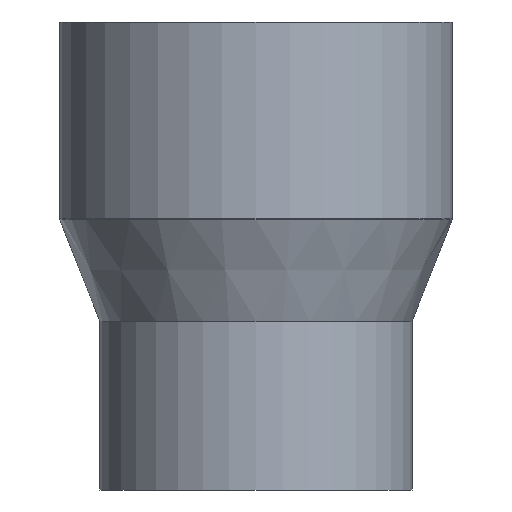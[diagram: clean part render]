
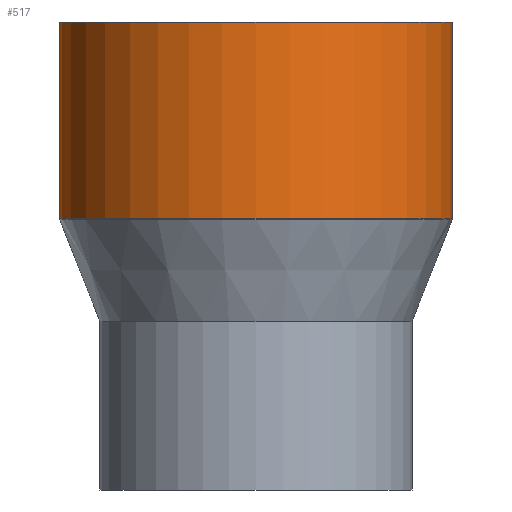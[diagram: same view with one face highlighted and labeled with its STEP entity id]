
A CAD part, front view. The second image highlights one B-rep face of the part: STEP entity #517.
In plain terms, the highlighted cylindrical face has radius 157.5 mm (diameter 315 mm), a partial arc.
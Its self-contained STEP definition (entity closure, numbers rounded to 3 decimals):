
#5 = FACE_OUTER_BOUND ( 'NONE', #51, .T. ) ;
#17 = CARTESIAN_POINT ( 'NONE',  ( 0., 0., 191.557 ) ) ;
#51 = EDGE_LOOP ( 'NONE', ( #610, #95, #73, #420 ) ) ;
#73 = ORIENTED_EDGE ( 'NONE', *, *, #96, .T. ) ;
#80 = AXIS2_PLACEMENT_3D ( 'NONE', #617, #568, #316 ) ;
#95 = ORIENTED_EDGE ( 'NONE', *, *, #172, .T. ) ;
#96 = EDGE_CURVE ( 'NONE', #337, #248, #176, .T. ) ;
#127 = AXIS2_PLACEMENT_3D ( 'NONE', #580, #269, #571 ) ;
#143 = VERTEX_POINT ( 'NONE', #182 ) ;
#144 = EDGE_CURVE ( 'NONE', #143, #248, #245, .T. ) ;
#152 = EDGE_CURVE ( 'NONE', #264, #143, #624, .T. ) ;
#172 = EDGE_CURVE ( 'NONE', #264, #337, #502, .T. ) ;
#176 = LINE ( 'NONE', #222, #542 ) ;
#182 = CARTESIAN_POINT ( 'NONE',  ( 157.5, 0., 33.939 ) ) ;
#222 = CARTESIAN_POINT ( 'NONE',  ( -157.5, 0., -16.533 ) ) ;
#245 = CIRCLE ( 'NONE', #127, 157.5 ) ;
#248 = VERTEX_POINT ( 'NONE', #286 ) ;
#264 = VERTEX_POINT ( 'NONE', #298 ) ;
#269 = DIRECTION ( 'NONE',  ( 0., 0., -1. ) ) ;
#276 = DIRECTION ( 'NONE',  ( 0., 0., -1. ) ) ;
#286 = CARTESIAN_POINT ( 'NONE',  ( -157.5, 0., 33.939 ) ) ;
#298 = CARTESIAN_POINT ( 'NONE',  ( 157.5, 0., 191.557 ) ) ;
#316 = DIRECTION ( 'NONE',  ( -1., 0., 0. ) ) ;
#337 = VERTEX_POINT ( 'NONE', #384 ) ;
#381 = VECTOR ( 'NONE', #276, 1000. ) ;
#384 = CARTESIAN_POINT ( 'NONE',  ( -157.5, 0., 191.557 ) ) ;
#420 = ORIENTED_EDGE ( 'NONE', *, *, #144, .F. ) ;
#425 = DIRECTION ( 'NONE',  ( -1., 0., 0. ) ) ;
#434 = CARTESIAN_POINT ( 'NONE',  ( 157.5, 0., -16.533 ) ) ;
#485 = DIRECTION ( 'NONE',  ( 0., 0., -1. ) ) ;
#502 = CIRCLE ( 'NONE', #533, 157.5 ) ;
#517 = ADVANCED_FACE ( 'NONE', ( #5 ), #613, .T. ) ;
#533 = AXIS2_PLACEMENT_3D ( 'NONE', #17, #584, #425 ) ;
#542 = VECTOR ( 'NONE', #485, 1000. ) ;
#568 = DIRECTION ( 'NONE',  ( 0., 0., -1. ) ) ;
#571 = DIRECTION ( 'NONE',  ( -1., 0., 0. ) ) ;
#580 = CARTESIAN_POINT ( 'NONE',  ( 0., 0., 33.939 ) ) ;
#584 = DIRECTION ( 'NONE',  ( 0., 0., -1. ) ) ;
#610 = ORIENTED_EDGE ( 'NONE', *, *, #152, .F. ) ;
#613 = CYLINDRICAL_SURFACE ( 'NONE', #80, 157.5 ) ;
#617 = CARTESIAN_POINT ( 'NONE',  ( 0., 0., -16.533 ) ) ;
#624 = LINE ( 'NONE', #434, #381 ) ;
